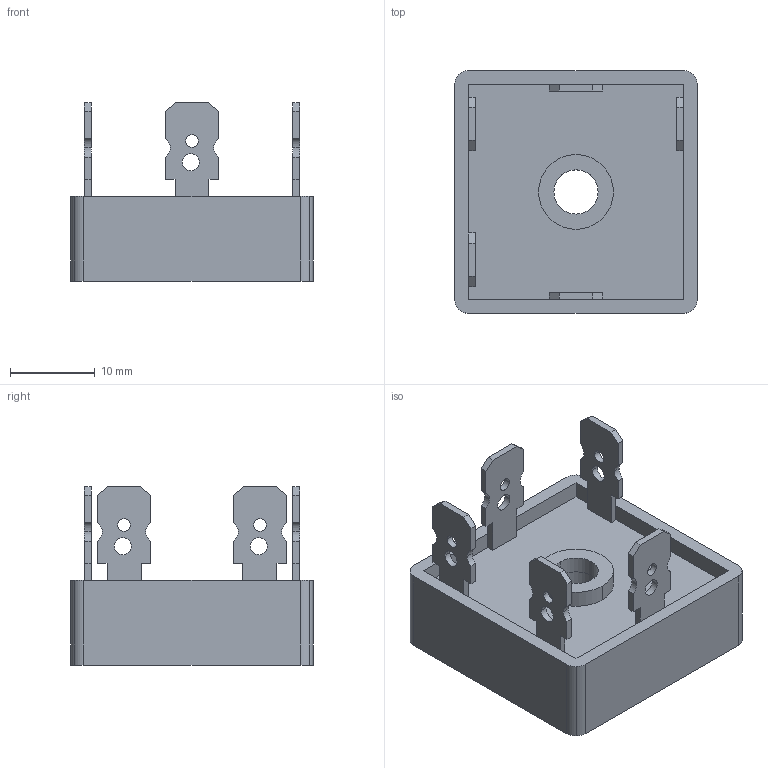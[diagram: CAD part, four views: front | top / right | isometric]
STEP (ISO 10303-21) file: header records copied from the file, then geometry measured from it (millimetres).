
FILE_DESCRIPTION((''),'2;1');
FILE_NAME('D-63.stp','2009-05-28T08:03:52',(''),(''),'Mechanical Desktop 2006','Mechanical Desktop 2006',', , ');
FILE_SCHEMA(('AUTOMOTIVE_DESIGN { 1 2 10303 214 0 1 1 1 }'));
Length unit declared in the file: millimetre
Products named in the file (1): Product
Bounding box: 28.5 x 28.5 x 21 mm (x, y, z)
Volume: 6991.2 mm3; surface area: 5790.7 mm2
Topology: 8 solids, 8 shells, 166 faces, 444 edges, 296 vertices
Faces by surface type: plane 94, cylinder 72
Entity records: 5316 total; most frequent: DIRECTION 922, CARTESIAN_POINT 907, ORIENTED_EDGE 888, EDGE_CURVE 444, AXIS2_PLACEMENT_3D 311, VECTOR 300, LINE 300, VERTEX_POINT 296
